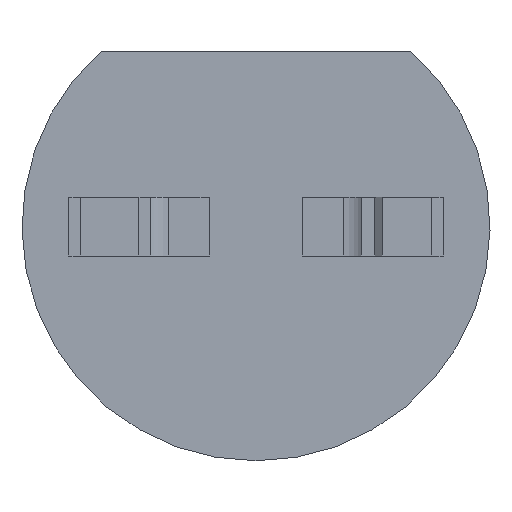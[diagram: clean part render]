
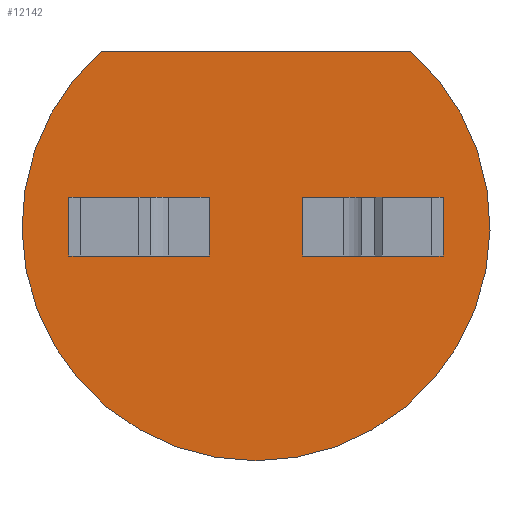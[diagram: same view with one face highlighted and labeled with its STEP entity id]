
A CAD part, front view. The second image highlights one B-rep face of the part: STEP entity #12142.
In plain terms, the highlighted planar face has unit normal (0, -1, 0).
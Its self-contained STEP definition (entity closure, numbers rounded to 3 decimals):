
#4816 = DIRECTION ( 'NONE',  ( 1., 0., 0. ) ) ;
#4817 = DIRECTION ( 'NONE',  ( 0., -1., 0. ) ) ;
#4818 = CARTESIAN_POINT ( 'NONE',  ( 0., -1., 0. ) ) ;
#4819 = AXIS2_PLACEMENT_3D ( 'NONE', #4818, #4817, #4816 ) ;
#4820 = CIRCLE ( 'NONE', #4819, 2. ) ;
#6188 = FACE_OUTER_BOUND ( 'NONE', #12098, .T. ) ;
#6212 = DIRECTION ( 'NONE',  ( 1., 0., 0. ) ) ;
#6213 = DIRECTION ( 'NONE',  ( 0., -1., 0. ) ) ;
#6214 = CARTESIAN_POINT ( 'NONE',  ( 0., -1., 0. ) ) ;
#6215 = AXIS2_PLACEMENT_3D ( 'NONE', #6214, #6213, #6212 ) ;
#6218 = PLANE ( 'NONE',  #6215 ) ;
#6236 = DIRECTION ( 'NONE',  ( 1., 0., 0. ) ) ;
#6269 = VECTOR ( 'NONE', #6236, 1000. ) ;
#6270 = CARTESIAN_POINT ( 'NONE',  ( -1.323, -1., 1.5 ) ) ;
#6271 = LINE ( 'NONE', #6270, #6269 ) ;
#6628 = CARTESIAN_POINT ( 'NONE',  ( 0., -1., -2. ) ) ;
#6629 = DIRECTION ( 'NONE',  ( 1., 0., 0. ) ) ;
#6630 = DIRECTION ( 'NONE',  ( 0., -1., 0. ) ) ;
#6631 = AXIS2_PLACEMENT_3D ( 'NONE', #6664, #6630, #6629 ) ;
#6632 = CIRCLE ( 'NONE', #6631, 2. ) ;
#6664 = CARTESIAN_POINT ( 'NONE',  ( 0., -1., 0. ) ) ;
#6755 = VERTEX_POINT ( 'NONE', #10324 ) ;
#6922 = VERTEX_POINT ( 'NONE', #11168 ) ;
#10324 = CARTESIAN_POINT ( 'NONE',  ( 1.323, -1., 1.5 ) ) ;
#11168 = CARTESIAN_POINT ( 'NONE',  ( -1.323, -1., 1.5 ) ) ;
#11739 = EDGE_CURVE ( 'NONE', #12254, #6755, #4820, .T. ) ;
#11879 = ORIENTED_EDGE ( 'NONE', *, *, #11739, .T. ) ;
#12067 = ORIENTED_EDGE ( 'NONE', *, *, #12149, .F. ) ;
#12098 = EDGE_LOOP ( 'NONE', ( #12111, #11879, #12067 ) ) ;
#12111 = ORIENTED_EDGE ( 'NONE', *, *, #12249, .T. ) ;
#12142 = ADVANCED_FACE ( 'NONE', ( #6188 ), #6218, .T. ) ;
#12149 = EDGE_CURVE ( 'NONE', #6922, #6755, #6271, .T. ) ;
#12249 = EDGE_CURVE ( 'NONE', #6922, #12254, #6632, .T. ) ;
#12254 = VERTEX_POINT ( 'NONE', #6628 ) ;
